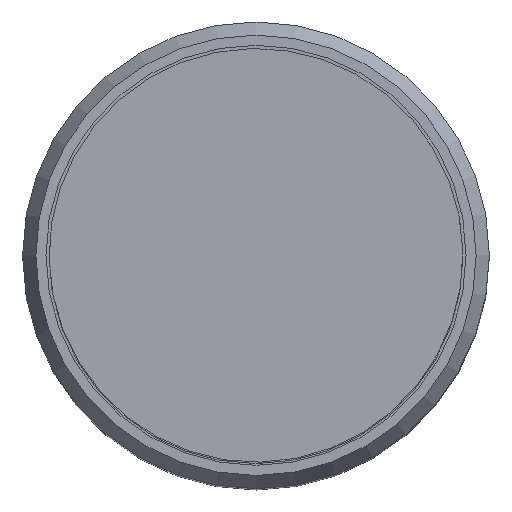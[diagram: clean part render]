
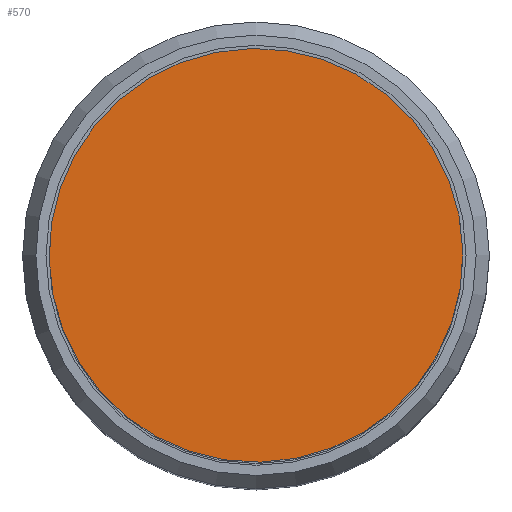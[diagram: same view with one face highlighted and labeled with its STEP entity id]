
A CAD part, top view. The second image highlights one B-rep face of the part: STEP entity #570.
In plain terms, the highlighted planar face has unit normal (0, 0, 1).
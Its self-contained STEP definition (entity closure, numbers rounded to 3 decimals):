
#110=FACE_OUTER_BOUND('',#155,.T.);
#155=EDGE_LOOP('',(#390));
#214=CIRCLE('',#636,13.3);
#257=VERTEX_POINT('',#908);
#314=EDGE_CURVE('',#257,#257,#214,.T.);
#390=ORIENTED_EDGE('',*,*,#314,.T.);
#510=PLANE('',#635);
#570=ADVANCED_FACE('',(#110),#510,.T.);
#635=AXIS2_PLACEMENT_3D('',#907,#730,#731);
#636=AXIS2_PLACEMENT_3D('',#909,#732,#733);
#730=DIRECTION('center_axis',(0.,0.,
1.));
#731=DIRECTION('ref_axis',(-0.481,-0.877,0.));
#732=DIRECTION('center_axis',(0.,0.,
1.));
#733=DIRECTION('ref_axis',(0.877,-0.481,0.));
#907=CARTESIAN_POINT('Origin',(5.829,-3.2,0.));
#908=CARTESIAN_POINT('',(11.659,-6.4,0.));
#909=CARTESIAN_POINT('Origin',(0.,0.,0.));
